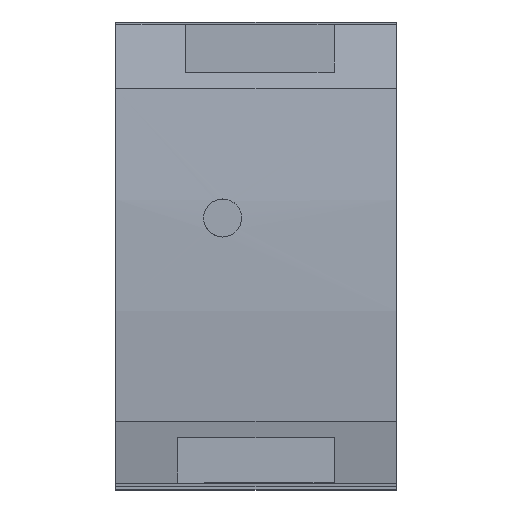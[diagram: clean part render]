
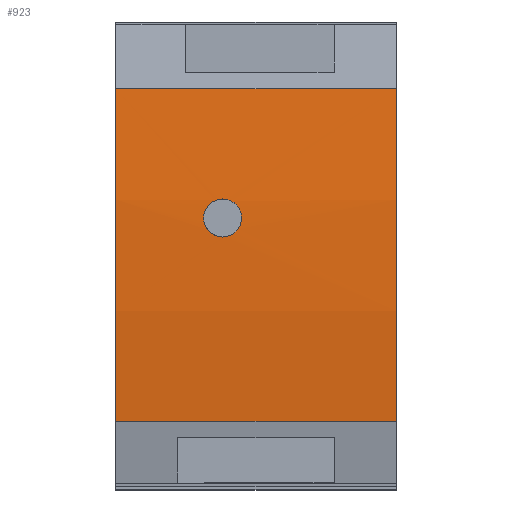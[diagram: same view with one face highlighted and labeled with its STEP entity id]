
A CAD part, top view. The second image highlights one B-rep face of the part: STEP entity #923.
In plain terms, the highlighted cylindrical face has radius 265.386 mm (diameter 530.771 mm), a partial arc.
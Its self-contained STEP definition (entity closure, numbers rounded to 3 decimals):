
#220=CARTESIAN_POINT('',(20.575,10.868,109.092));
#221=VERTEX_POINT('',#220);
#246=CARTESIAN_POINT('',(20.575,3.543,109.325));
#247=VERTEX_POINT('',#246);
#254=CARTESIAN_POINT('',(20.575,10.868,109.092));
#255=CARTESIAN_POINT('',(20.805,10.868,109.092));
#256=CARTESIAN_POINT('',(21.043,10.846,109.093));
#257=CARTESIAN_POINT('',(21.516,10.753,109.097));
#258=CARTESIAN_POINT('',(21.751,10.682,109.101));
#259=CARTESIAN_POINT('',(22.202,10.495,109.109));
#260=CARTESIAN_POINT('',(22.418,10.379,109.114));
#261=CARTESIAN_POINT('',(22.818,10.11,109.126));
#262=CARTESIAN_POINT('',(23.002,9.958,109.132));
#263=CARTESIAN_POINT('',(23.327,9.633,109.146));
#264=CARTESIAN_POINT('',(23.48,9.449,109.153));
#265=CARTESIAN_POINT('',(23.749,9.049,109.169));
#266=CARTESIAN_POINT('',(23.865,8.832,109.177));
#267=CARTESIAN_POINT('',(24.052,8.381,109.194));
#268=CARTESIAN_POINT('',(24.123,8.146,109.202));
#269=CARTESIAN_POINT('',(24.215,7.673,109.219));
#270=CARTESIAN_POINT('',(24.237,7.435,109.227));
#271=CARTESIAN_POINT('',(24.237,6.975,109.241));
#272=CARTESIAN_POINT('',(24.215,6.737,109.249));
#273=CARTESIAN_POINT('',(24.123,6.264,109.262));
#274=CARTESIAN_POINT('',(24.052,6.029,109.269));
#275=CARTESIAN_POINT('',(23.865,5.578,109.281));
#276=CARTESIAN_POINT('',(23.749,5.362,109.286));
#277=CARTESIAN_POINT('',(23.48,4.962,109.296));
#278=CARTESIAN_POINT('',(23.327,4.778,109.3));
#279=CARTESIAN_POINT('',(23.002,4.453,109.307));
#280=CARTESIAN_POINT('',(22.818,4.3,109.31));
#281=CARTESIAN_POINT('',(22.418,4.031,109.316));
#282=CARTESIAN_POINT('',(22.202,3.915,109.318));
#283=CARTESIAN_POINT('',(21.751,3.728,109.322));
#284=CARTESIAN_POINT('',(21.516,3.657,109.323));
#285=CARTESIAN_POINT('',(21.043,3.565,109.325));
#286=CARTESIAN_POINT('',(20.805,3.543,109.325));
#287=CARTESIAN_POINT('',(20.575,3.543,109.325));
#288=B_SPLINE_CURVE_WITH_KNOTS('',3,(#254,#255,#256,#257,#258,#259,#260,#261,#262,#263,#264,#265,#266,#267,#268,#269,#270,#271,#272,#273,#274,#275,#276,#277,#278,#279,#280,#281,#282,#283,#284,#285,#286,#287),.UNSPECIFIED.,.F.,.U.,(4,2,2,2,2,2,2,2,2,2,2,2,2,2,2,2,4),(0.0,0.69,1.38,2.069,2.759,3.45,4.14,4.83,5.52,6.21,6.901,7.591,8.281,8.97,9.66,10.35,11.04),.UNSPECIFIED.);
#289=EDGE_CURVE('',#221,#247,#288,.T.);
#432=CARTESIAN_POINT('',(54.0,32.072,107.27));
#433=VERTEX_POINT('',#432);
#440=CARTESIAN_POINT('',(54.0,-31.982,107.58));
#441=VERTEX_POINT('',#440);
#442=CARTESIAN_POINT('',(54.0,-1.23,-156.018));
#443=DIRECTION('',(-1.0,0.,0.));
#444=DIRECTION('',(0.,0.005,1.));
#445=AXIS2_PLACEMENT_3D('',#442,#443,#444);
#446=CIRCLE('',#445,265.386);
#447=EDGE_CURVE('',#441,#433,#446,.T.);
#583=CARTESIAN_POINT('',(20.575,3.543,109.325));
#584=CARTESIAN_POINT('',(20.345,3.543,109.325));
#585=CARTESIAN_POINT('',(20.107,3.565,109.325));
#586=CARTESIAN_POINT('',(19.634,3.657,109.323));
#587=CARTESIAN_POINT('',(19.399,3.728,109.322));
#588=CARTESIAN_POINT('',(18.948,3.915,109.318));
#589=CARTESIAN_POINT('',(18.731,4.031,109.316));
#590=CARTESIAN_POINT('',(18.332,4.3,109.31));
#591=CARTESIAN_POINT('',(18.148,4.453,109.307));
#592=CARTESIAN_POINT('',(17.823,4.778,109.3));
#593=CARTESIAN_POINT('',(17.67,4.962,109.296));
#594=CARTESIAN_POINT('',(17.401,5.362,109.286));
#595=CARTESIAN_POINT('',(17.285,5.578,109.281));
#596=CARTESIAN_POINT('',(17.098,6.029,109.269));
#597=CARTESIAN_POINT('',(17.027,6.264,109.262));
#598=CARTESIAN_POINT('',(16.934,6.737,109.249));
#599=CARTESIAN_POINT('',(16.912,6.975,109.241));
#600=CARTESIAN_POINT('',(16.912,7.435,109.227));
#601=CARTESIAN_POINT('',(16.934,7.673,109.219));
#602=CARTESIAN_POINT('',(17.027,8.146,109.202));
#603=CARTESIAN_POINT('',(17.098,8.381,109.194));
#604=CARTESIAN_POINT('',(17.285,8.832,109.177));
#605=CARTESIAN_POINT('',(17.401,9.049,109.169));
#606=CARTESIAN_POINT('',(17.67,9.449,109.153));
#607=CARTESIAN_POINT('',(17.823,9.633,109.146));
#608=CARTESIAN_POINT('',(18.148,9.958,109.132));
#609=CARTESIAN_POINT('',(18.332,10.11,109.126));
#610=CARTESIAN_POINT('',(18.732,10.379,109.114));
#611=CARTESIAN_POINT('',(18.948,10.495,109.109));
#612=CARTESIAN_POINT('',(19.399,10.682,109.101));
#613=CARTESIAN_POINT('',(19.634,10.753,109.097));
#614=CARTESIAN_POINT('',(20.107,10.846,109.093));
#615=CARTESIAN_POINT('',(20.345,10.868,109.092));
#616=CARTESIAN_POINT('',(20.575,10.868,109.092));
#617=B_SPLINE_CURVE_WITH_KNOTS('',3,(#583,#584,#585,#586,#587,#588,#589,#590,#591,#592,#593,#594,#595,#596,#597,#598,#599,#600,#601,#602,#603,#604,#605,#606,#607,#608,#609,#610,#611,#612,#613,#614,#615,#616),.UNSPECIFIED.,.F.,.U.,(4,2,2,2,2,2,2,2,2,2,2,2,2,2,2,2,4),(11.04,11.73,12.419,13.109,13.799,14.489,15.179,15.869,16.559,17.249,17.94,18.63,19.32,20.01,20.7,21.39,22.08),.UNSPECIFIED.);
#618=EDGE_CURVE('',#247,#221,#617,.T.);
#870=CARTESIAN_POINT('',(0.0,-31.982,107.58));
#871=VERTEX_POINT('',#870);
#872=CARTESIAN_POINT('',(54.0,-31.982,107.58));
#873=DIRECTION('',(-1.0,0.0,0.0));
#874=VECTOR('',#873,54.0);
#875=LINE('',#872,#874);
#876=EDGE_CURVE('',#441,#871,#875,.T.);
#895=CARTESIAN_POINT('',(22.5,-1.23,-156.018));
#896=DIRECTION('',(-1.0,0.0,0.));
#897=DIRECTION('',(0.,0.005,1.));
#898=AXIS2_PLACEMENT_3D('',#895,#896,#897);
#899=CYLINDRICAL_SURFACE('',#898,265.386);
#900=CARTESIAN_POINT('',(0.0,32.072,107.27));
#901=VERTEX_POINT('',#900);
#902=CARTESIAN_POINT('',(54.0,32.072,107.27));
#903=DIRECTION('',(-1.0,0.0,0.0));
#904=VECTOR('',#903,54.0);
#905=LINE('',#902,#904);
#906=EDGE_CURVE('',#433,#901,#905,.T.);
#907=ORIENTED_EDGE('',*,*,#906,.T.);
#908=CARTESIAN_POINT('',(0.0,-1.23,-156.018));
#909=DIRECTION('',(1.0,0.,0.));
#910=DIRECTION('',(0.,0.005,1.));
#911=AXIS2_PLACEMENT_3D('',#908,#909,#910);
#912=CIRCLE('',#911,265.386);
#913=EDGE_CURVE('',#901,#871,#912,.T.);
#914=ORIENTED_EDGE('',*,*,#913,.T.);
#915=ORIENTED_EDGE('',*,*,#876,.F.);
#916=ORIENTED_EDGE('',*,*,#447,.T.);
#917=EDGE_LOOP('',(#907,#914,#915,#916));
#918=FACE_OUTER_BOUND('',#917,.T.);
#919=ORIENTED_EDGE('',*,*,#289,.T.);
#920=ORIENTED_EDGE('',*,*,#618,.T.);
#921=EDGE_LOOP('',(#919,#920));
#922=FACE_BOUND('',#921,.T.);
#923=ADVANCED_FACE('',(#918,#922),#899,.T.);
